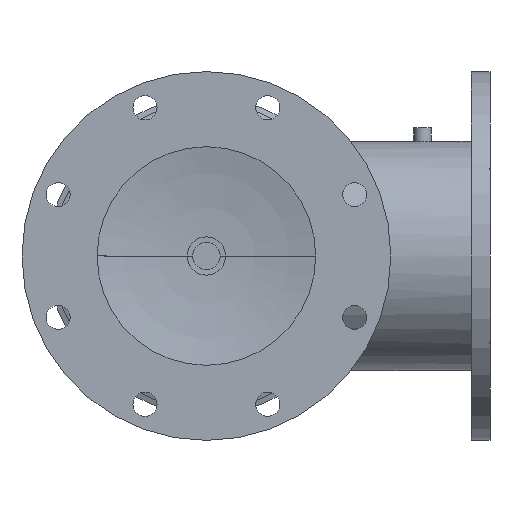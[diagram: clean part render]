
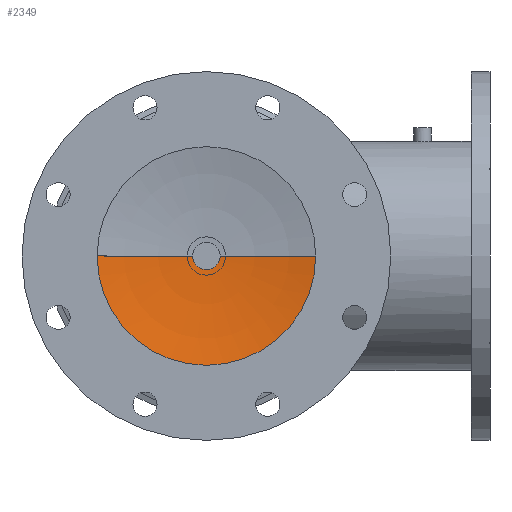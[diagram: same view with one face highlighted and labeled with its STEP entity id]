
A CAD part, front view. The second image highlights one B-rep face of the part: STEP entity #2349.
In plain terms, the highlighted toroidal (fillet/blend) face has major radius 1.124 mm and minor radius 503 mm.
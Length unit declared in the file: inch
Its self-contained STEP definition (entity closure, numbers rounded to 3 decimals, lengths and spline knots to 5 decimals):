
#402 = CIRCLE ( 'NONE', #3477, 19.80315 ) ;
#564 = CARTESIAN_POINT ( 'NONE',  ( 4.26881, 42.4688, 0. ) ) ;
#656 = ORIENTED_EDGE ( 'NONE', *, *, #2381, .T. ) ;
#965 = ORIENTED_EDGE ( 'NONE', *, *, #4623, .T. ) ;
#1077 = CARTESIAN_POINT ( 'NONE',  ( 0., 23.1215, 0. ) ) ;
#1148 = EDGE_CURVE ( 'NONE', #2512, #3958, #3728, .T. ) ;
#1208 = AXIS2_PLACEMENT_3D ( 'NONE', #1550, #4321, #3806 ) ;
#1476 = ORIENTED_EDGE ( 'NONE', *, *, #1148, .F. ) ;
#1495 = EDGE_LOOP ( 'NONE', ( #3454, #965, #656, #1476 ) ) ;
#1550 = CARTESIAN_POINT ( 'NONE',  ( 0., 42.4688, 0. ) ) ;
#1564 = CIRCLE ( 'NONE', #1208, 4.26881 ) ;
#1608 = VERTEX_POINT ( 'NONE', #5029 ) ;
#1629 = CARTESIAN_POINT ( 'NONE',  ( 0.50449, 42.9193, 0. ) ) ;
#2067 = FACE_OUTER_BOUND ( 'NONE', #1495, .T. ) ;
#2349 = ADVANCED_FACE ( 'NONE', ( #2067 ), #5278, .F. ) ;
#2381 = EDGE_CURVE ( 'NONE', #1608, #3958, #1564, .T. ) ;
#2386 = DIRECTION ( 'NONE',  ( 0., -1., 0. ) ) ;
#2512 = VERTEX_POINT ( 'NONE', #1629 ) ;
#2634 = CARTESIAN_POINT ( 'NONE',  ( -0.50449, 42.9193, 0. ) ) ;
#3004 = AXIS2_PLACEMENT_3D ( 'NONE', #5181, #2386, #4728 ) ;
#3197 = CIRCLE ( 'NONE', #3004, 0.50449 ) ;
#3319 = AXIS2_PLACEMENT_3D ( 'NONE', #5734, #3431, #5286 ) ;
#3399 = DIRECTION ( 'NONE',  ( 0., 0., 1. ) ) ;
#3431 = DIRECTION ( 'NONE',  ( 0., 0., -1. ) ) ;
#3454 = ORIENTED_EDGE ( 'NONE', *, *, #3528, .F. ) ;
#3477 = AXIS2_PLACEMENT_3D ( 'NONE', #5210, #3399, #4768 ) ;
#3528 = EDGE_CURVE ( 'NONE', #5317, #2512, #3197, .T. ) ;
#3728 = CIRCLE ( 'NONE', #3319, 19.80315 ) ;
#3783 = DIRECTION ( 'NONE',  ( 1., 0., 0. ) ) ;
#3806 = DIRECTION ( 'NONE',  ( 1., 0., 0. ) ) ;
#3958 = VERTEX_POINT ( 'NONE', #564 ) ;
#4263 = DIRECTION ( 'NONE',  ( 0., -1., 0. ) ) ;
#4321 = DIRECTION ( 'NONE',  ( 0., -1., 0. ) ) ;
#4623 = EDGE_CURVE ( 'NONE', #5317, #1608, #402, .T. ) ;
#4728 = DIRECTION ( 'NONE',  ( 1., 0., 0. ) ) ;
#4768 = DIRECTION ( 'NONE',  ( 1., 0., 0. ) ) ;
#5029 = CARTESIAN_POINT ( 'NONE',  ( -4.26881, 42.4688, 0. ) ) ;
#5091 = AXIS2_PLACEMENT_3D ( 'NONE', #1077, #4263, #3783 ) ;
#5181 = CARTESIAN_POINT ( 'NONE',  ( 0., 42.9193, 0. ) ) ;
#5210 = CARTESIAN_POINT ( 'NONE',  ( -0.04424, 23.1215, 0. ) ) ;
#5278 = TOROIDAL_SURFACE ( 'NONE', #5091, 0.04424, 19.80315 ) ;
#5286 = DIRECTION ( 'NONE',  ( -1., 0., 0. ) ) ;
#5317 = VERTEX_POINT ( 'NONE', #2634 ) ;
#5734 = CARTESIAN_POINT ( 'NONE',  ( 0.04424, 23.1215, 0. ) ) ;
